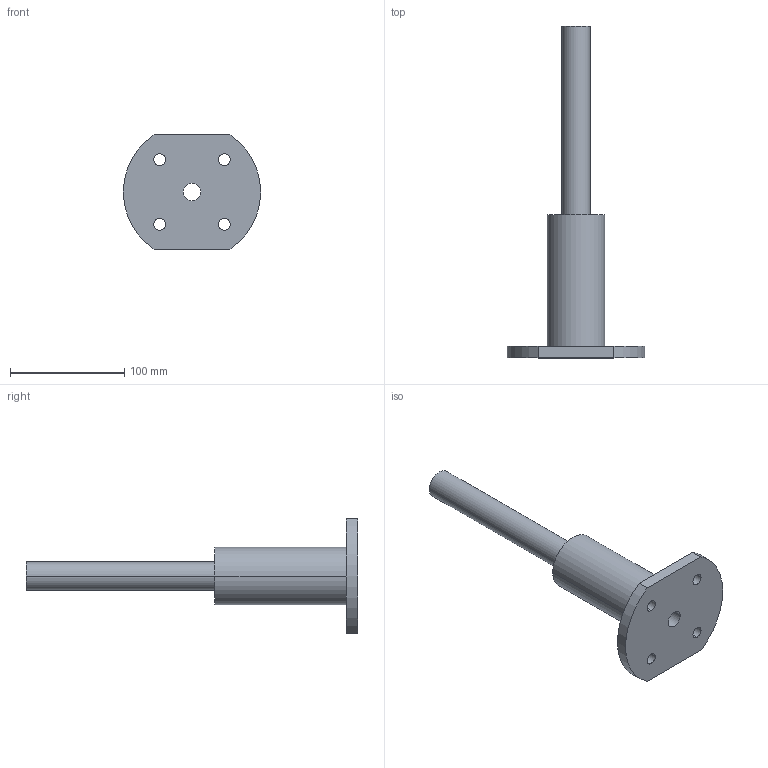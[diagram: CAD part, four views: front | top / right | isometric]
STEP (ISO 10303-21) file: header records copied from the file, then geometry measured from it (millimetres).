
FILE_DESCRIPTION((''),'2;1');
FILE_NAME('FRONT_PILLAR','2017-03-06T',('Qingyang Liu'),(''),'CREO PARAMETRIC BY PTC INC, 2015380','CREO PARAMETRIC BY PTC INC, 2015380','');
FILE_SCHEMA(('CONFIG_CONTROL_DESIGN'));
Length unit declared in the file: millimetre
Products named in the file (1): FRONT_PILLAR
Bounding box: 120 x 290 x 100 mm (x, y, z)
Volume: 356501.6 mm3; surface area: 69473.8 mm2
Topology: 1 solids, 1 shells, 22 faces, 54 edges, 36 vertices
Faces by surface type: cylinder 16, plane 6
Entity records: 728 total; most frequent: DIRECTION 130, CARTESIAN_POINT 112, ORIENTED_EDGE 108, AXIS2_PLACEMENT_3D 54, EDGE_CURVE 54, VERTEX_POINT 36, EDGE_LOOP 34, CIRCLE 32
